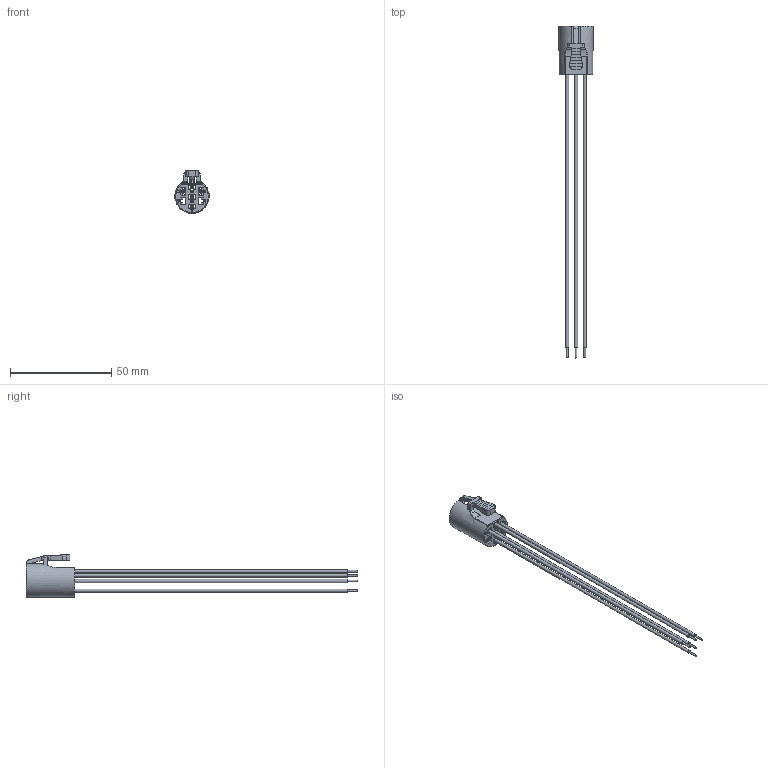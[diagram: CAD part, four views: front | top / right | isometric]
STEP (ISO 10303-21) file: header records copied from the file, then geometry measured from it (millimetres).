
FILE_DESCRIPTION(/* description */ (''),/* implementation_level */ '2;1');
FILE_NAME(/* name */ 'PVPB3WS3.stp',/* time_stamp */ '2024-12-12T11:01:22-06:00',/* author */ ('jsteinblock'),/* organization */ (''),/* preprocessor_version */ 'ST-DEVELOPER v20',/* originating_system */ 'Autodesk Inventor 2022',/* authorisation */ '');
FILE_SCHEMA (('AUTOMOTIVE_DESIGN { 1 0 10303 214 3 1 1 }'));
Length unit declared in the file: inch
Products named in the file (1): PVPB3WS3
Bounding box: 17.01 x 164.1 x 21.21 mm (x, y, z)
Volume: 3658 mm3; surface area: 7157.7 mm2
Topology: 6 solids, 6 shells, 727 faces, 2079 edges, 1378 vertices
Faces by surface type: plane 557, bspline 157, cylinder 10, sphere 2, torus 1
Full cylindrical faces by diameter (mm): 0.8 x5, 1.6 x5
Entity records: 30916 total; most frequent: CARTESIAN_POINT 12911, ORIENTED_EDGE 4158, DIRECTION 2948, EDGE_CURVE 2079, LINE 1702, VECTOR 1702, VERTEX_POINT 1378, EDGE_LOOP 769
